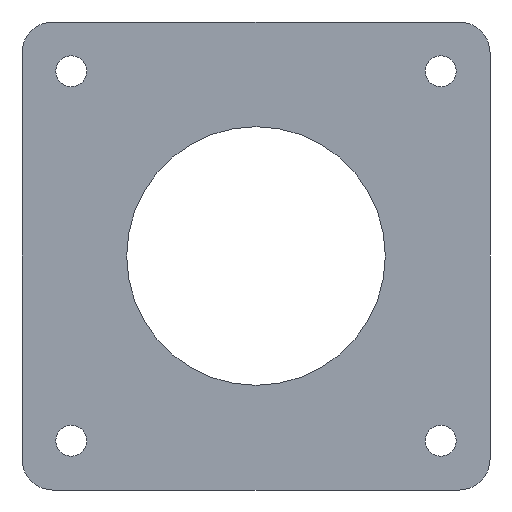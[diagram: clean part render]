
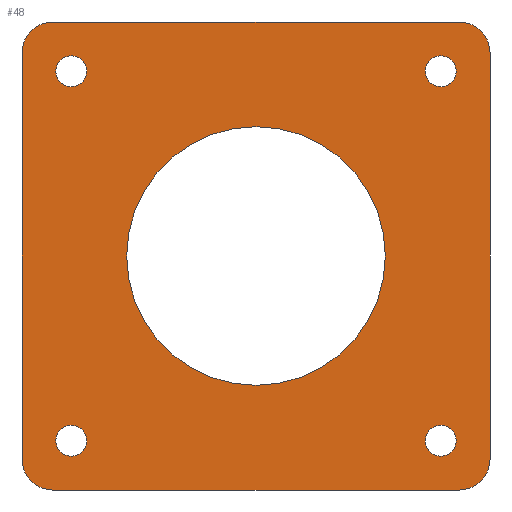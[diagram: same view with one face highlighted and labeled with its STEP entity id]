
A CAD part, front view. The second image highlights one B-rep face of the part: STEP entity #48.
In plain terms, the highlighted planar face has unit normal (0, -1, 0).
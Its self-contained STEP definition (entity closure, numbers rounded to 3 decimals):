
#48=ADVANCED_FACE('',(#183,#185,#187,#189,#191,#193),#195,.F.);
#183=FACE_BOUND('',#184,.T.);
#184=EDGE_LOOP('',(#318,#319,#320,#321,#322,#323,#324,#325));
#185=FACE_BOUND('',#186,.T.);
#186=EDGE_LOOP('',(#326));
#187=FACE_BOUND('',#188,.T.);
#188=EDGE_LOOP('',(#327));
#189=FACE_BOUND('',#190,.T.);
#190=EDGE_LOOP('',(#328));
#191=FACE_BOUND('',#192,.T.);
#192=EDGE_LOOP('',(#329));
#193=FACE_BOUND('',#194,.T.);
#194=EDGE_LOOP('',(#330));
#195=PLANE('',#196);
#196=AXIS2_PLACEMENT_3D('',#197,#198,#199);
#197=CARTESIAN_POINT('',(0.,0.,0.));
#198=DIRECTION('',(0.,1.,0.));
#199=DIRECTION('',(-1.,0.,0.));
#318=ORIENTED_EDGE('',*,*,#386,.F.);
#319=ORIENTED_EDGE('',*,*,#387,.F.);
#320=ORIENTED_EDGE('',*,*,#388,.F.);
#321=ORIENTED_EDGE('',*,*,#389,.F.);
#322=ORIENTED_EDGE('',*,*,#390,.F.);
#323=ORIENTED_EDGE('',*,*,#391,.F.);
#324=ORIENTED_EDGE('',*,*,#392,.F.);
#325=ORIENTED_EDGE('',*,*,#393,.F.);
#326=ORIENTED_EDGE('',*,*,#394,.T.);
#327=ORIENTED_EDGE('',*,*,#395,.T.);
#328=ORIENTED_EDGE('',*,*,#396,.T.);
#329=ORIENTED_EDGE('',*,*,#397,.T.);
#330=ORIENTED_EDGE('',*,*,#398,.T.);
#386=EDGE_CURVE('',#420,#421,#422,.T.);
#387=EDGE_CURVE('',#423,#420,#424,.T.);
#388=EDGE_CURVE('',#425,#423,#426,.T.);
#389=EDGE_CURVE('',#427,#425,#428,.T.);
#390=EDGE_CURVE('',#429,#427,#430,.T.);
#391=EDGE_CURVE('',#431,#429,#432,.T.);
#392=EDGE_CURVE('',#433,#431,#434,.T.);
#393=EDGE_CURVE('',#421,#433,#435,.T.);
#394=EDGE_CURVE('',#436,#436,#437,.T.);
#395=EDGE_CURVE('',#438,#438,#439,.T.);
#396=EDGE_CURVE('',#440,#440,#441,.T.);
#397=EDGE_CURVE('',#442,#442,#443,.T.);
#398=EDGE_CURVE('',#444,#444,#445,.T.);
#420=VERTEX_POINT('',#480);
#421=VERTEX_POINT('',#481);
#422=CIRCLE('',#482,2.5);
#423=VERTEX_POINT('',#486);
#424=LINE('',#487,#488);
#425=VERTEX_POINT('',#490);
#426=CIRCLE('',#491,2.5);
#427=VERTEX_POINT('',#495);
#428=LINE('',#496,#497);
#429=VERTEX_POINT('',#499);
#430=CIRCLE('',#500,2.5);
#431=VERTEX_POINT('',#504);
#432=LINE('',#505,#506);
#433=VERTEX_POINT('',#508);
#434=CIRCLE('',#509,2.5);
#435=LINE('',#513,#514);
#436=VERTEX_POINT('',#516);
#437=CIRCLE('',#517,10.5);
#438=VERTEX_POINT('',#521);
#439=CIRCLE('',#522,1.25);
#440=VERTEX_POINT('',#526);
#441=CIRCLE('',#527,1.25);
#442=VERTEX_POINT('',#531);
#443=CIRCLE('',#532,1.25);
#444=VERTEX_POINT('',#536);
#445=CIRCLE('',#537,1.25);
#480=CARTESIAN_POINT('',(-19.,0.,16.5));
#481=CARTESIAN_POINT('',(-16.5,0.,19.));
#482=AXIS2_PLACEMENT_3D('',#483,#484,#485);
#483=CARTESIAN_POINT('',(-16.5,0.,16.5));
#484=DIRECTION('',(0.,1.,0.));
#485=DIRECTION('',(-1.,0.,0.));
#486=CARTESIAN_POINT('',(-19.,0.,-16.5));
#487=CARTESIAN_POINT('',(-19.,0.,-16.5));
#488=VECTOR('',#489,1.);
#489=DIRECTION('',(0.,0.,1.));
#490=CARTESIAN_POINT('',(-16.5,0.,-19.));
#491=AXIS2_PLACEMENT_3D('',#492,#493,#494);
#492=CARTESIAN_POINT('',(-16.5,0.,-16.5));
#493=DIRECTION('',(0.,1.,0.));
#494=DIRECTION('',(0.,0.,-1.));
#495=CARTESIAN_POINT('',(16.5,0.,-19.));
#496=CARTESIAN_POINT('',(16.5,0.,-19.));
#497=VECTOR('',#498,1.);
#498=DIRECTION('',(-1.,0.,0.));
#499=CARTESIAN_POINT('',(19.,0.,-16.5));
#500=AXIS2_PLACEMENT_3D('',#501,#502,#503);
#501=CARTESIAN_POINT('',(16.5,0.,-16.5));
#502=DIRECTION('',(0.,1.,0.));
#503=DIRECTION('',(1.,0.,0.));
#504=CARTESIAN_POINT('',(19.,0.,16.5));
#505=CARTESIAN_POINT('',(19.,0.,16.5));
#506=VECTOR('',#507,1.);
#507=DIRECTION('',(0.,0.,-1.));
#508=CARTESIAN_POINT('',(16.5,0.,19.));
#509=AXIS2_PLACEMENT_3D('',#510,#511,#512);
#510=CARTESIAN_POINT('',(16.5,0.,16.5));
#511=DIRECTION('',(0.,1.,0.));
#512=DIRECTION('',(0.,0.,1.));
#513=CARTESIAN_POINT('',(-16.5,0.,19.));
#514=VECTOR('',#515,1.);
#515=DIRECTION('',(1.,0.,0.));
#516=CARTESIAN_POINT('',(-10.5,0.,0.));
#517=AXIS2_PLACEMENT_3D('',#518,#519,#520);
#518=CARTESIAN_POINT('',(0.,0.,0.));
#519=DIRECTION('',(0.,1.,0.));
#520=DIRECTION('',(-1.,0.,0.));
#521=CARTESIAN_POINT('',(13.75,0.,15.));
#522=AXIS2_PLACEMENT_3D('',#523,#524,#525);
#523=CARTESIAN_POINT('',(15.,0.,15.));
#524=DIRECTION('',(0.,1.,0.));
#525=DIRECTION('',(-1.,0.,0.));
#526=CARTESIAN_POINT('',(-16.25,0.,15.));
#527=AXIS2_PLACEMENT_3D('',#528,#529,#530);
#528=CARTESIAN_POINT('',(-15.,0.,15.));
#529=DIRECTION('',(0.,1.,0.));
#530=DIRECTION('',(-1.,0.,0.));
#531=CARTESIAN_POINT('',(13.75,0.,-15.));
#532=AXIS2_PLACEMENT_3D('',#533,#534,#535);
#533=CARTESIAN_POINT('',(15.,0.,-15.));
#534=DIRECTION('',(0.,1.,0.));
#535=DIRECTION('',(-1.,0.,0.));
#536=CARTESIAN_POINT('',(-16.25,0.,-15.));
#537=AXIS2_PLACEMENT_3D('',#538,#539,#540);
#538=CARTESIAN_POINT('',(-15.,0.,-15.));
#539=DIRECTION('',(0.,1.,0.));
#540=DIRECTION('',(-1.,0.,0.));
